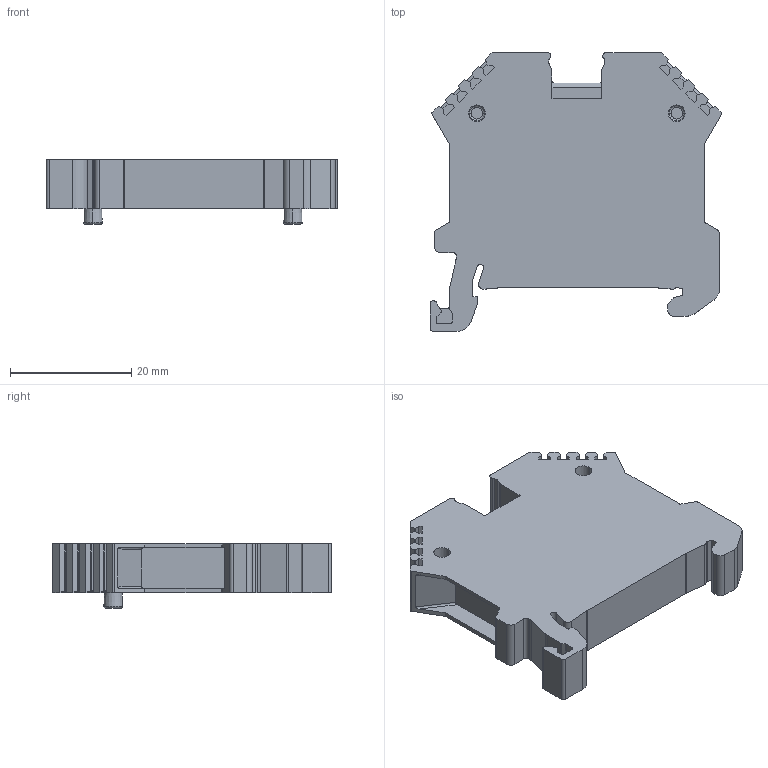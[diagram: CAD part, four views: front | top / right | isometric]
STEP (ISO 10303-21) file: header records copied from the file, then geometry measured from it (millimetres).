
FILE_DESCRIPTION((''),'2;1');
FILE_NAME('17110_2_SRK6_2A_Z_iso','2010-05-18T',('Stollb'),(''),'PRO/ENGINEER BY PARAMETRIC TECHNOLOGY CORPORATION, 2007390','PRO/ENGINEER BY PARAMETRIC TECHNOLOGY CORPORATION, 2007390','');
FILE_SCHEMA(('CONFIG_CONTROL_DESIGN'));
Length unit declared in the file: millimetre
Products named in the file (1): SRK60ZISO_2A_STEP
Bounding box: 48.12 x 46 x 10.6 mm (x, y, z)
Volume: 12260.3 mm3; surface area: 5897.7 mm2
Topology: 1 solids, 1 shells, 283 faces, 795 edges, 522 vertices
Faces by surface type: plane 184, cylinder 75, cone 12, torus 12
Entity records: 9193 total; most frequent: CARTESIAN_POINT 1738, ORIENTED_EDGE 1590, DIRECTION 1503, EDGE_CURVE 795, VECTOR 609, LINE 609, VERTEX_POINT 522, AXIS2_PLACEMENT_3D 447
